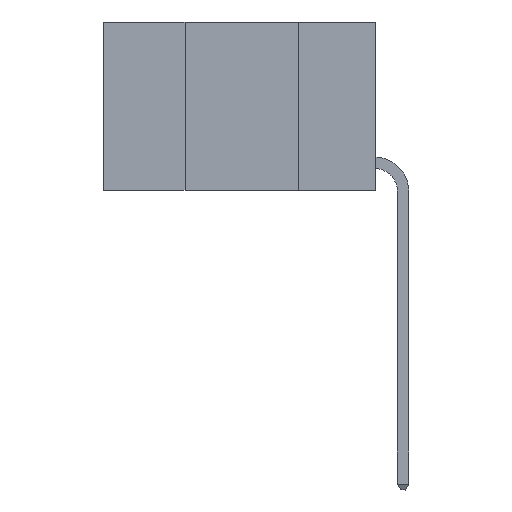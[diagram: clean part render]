
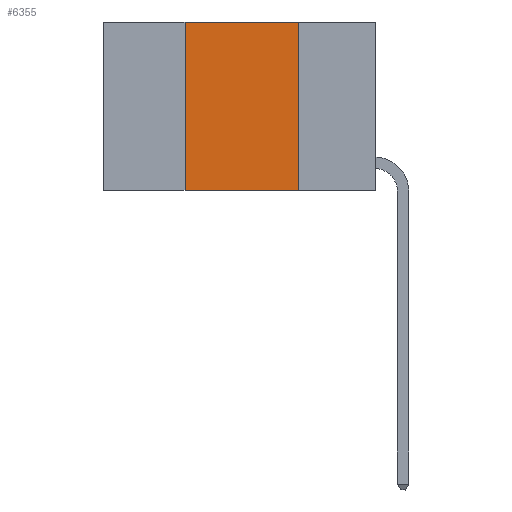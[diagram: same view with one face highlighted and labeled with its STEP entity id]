
A CAD part, left-side view. The second image highlights one B-rep face of the part: STEP entity #6355.
In plain terms, the highlighted planar face has unit normal (-1, 0, 0).
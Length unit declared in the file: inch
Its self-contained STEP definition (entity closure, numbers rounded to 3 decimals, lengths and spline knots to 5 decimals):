
#362 = CARTESIAN_POINT ( 'NONE',  ( 0., 0.17, -0.37 ) ) ;
#684 = CARTESIAN_POINT ( 'NONE',  ( 0., 0.42, 0. ) ) ;
#1182 = DIRECTION ( 'NONE',  ( 1., 0., 0. ) ) ;
#2246 = EDGE_CURVE ( 'NONE', #22431, #4894, #4044, .T. ) ;
#3090 = CARTESIAN_POINT ( 'NONE',  ( 0., 0.17, 0. ) ) ;
#3835 = CARTESIAN_POINT ( 'NONE',  ( 0., 0.42, 0. ) ) ;
#4044 = LINE ( 'NONE', #22858, #17957 ) ;
#4140 = ORIENTED_EDGE ( 'NONE', *, *, #2246, .T. ) ;
#4640 = DIRECTION ( 'NONE',  ( 0., -1., 0. ) ) ;
#4894 = VERTEX_POINT ( 'NONE', #362 ) ;
#4941 = ORIENTED_EDGE ( 'NONE', *, *, #17319, .F. ) ;
#6085 = VECTOR ( 'NONE', #14000, 39.37008 ) ;
#6278 = DIRECTION ( 'NONE',  ( 0., 0., 1. ) ) ;
#6355 = ADVANCED_FACE ( 'NONE', ( #21910 ), #10296, .F. ) ;
#6623 = CARTESIAN_POINT ( 'NONE',  ( 0., 0.6, 0. ) ) ;
#7685 = VECTOR ( 'NONE', #6278, 39.37008 ) ;
#7798 = LINE ( 'NONE', #3090, #6085 ) ;
#8648 = CARTESIAN_POINT ( 'NONE',  ( 0., 0.17, 0. ) ) ;
#8659 = ORIENTED_EDGE ( 'NONE', *, *, #19387, .F. ) ;
#8924 = CARTESIAN_POINT ( 'NONE',  ( 0., 0.42, -0.37 ) ) ;
#9266 = EDGE_LOOP ( 'NONE', ( #4941, #22936, #8659, #4140 ) ) ;
#10296 = PLANE ( 'NONE',  #17801 ) ;
#12370 = VECTOR ( 'NONE', #4640, 39.37008 ) ;
#13931 = DIRECTION ( 'NONE',  ( 0., 0., -1. ) ) ;
#14000 = DIRECTION ( 'NONE',  ( 0., 0., -1. ) ) ;
#14304 = VERTEX_POINT ( 'NONE', #8648 ) ;
#17315 = LINE ( 'NONE', #684, #7685 ) ;
#17319 = EDGE_CURVE ( 'NONE', #14304, #4894, #7798, .T. ) ;
#17801 = AXIS2_PLACEMENT_3D ( 'NONE', #6623, #1182, #13931 ) ;
#17957 = VECTOR ( 'NONE', #19335, 39.37008 ) ;
#18293 = LINE ( 'NONE', #22642, #12370 ) ;
#19335 = DIRECTION ( 'NONE',  ( 0., -1., 0. ) ) ;
#19387 = EDGE_CURVE ( 'NONE', #22431, #20487, #17315, .T. ) ;
#20487 = VERTEX_POINT ( 'NONE', #3835 ) ;
#21910 = FACE_OUTER_BOUND ( 'NONE', #9266, .T. ) ;
#21921 = EDGE_CURVE ( 'NONE', #20487, #14304, #18293, .T. ) ;
#22431 = VERTEX_POINT ( 'NONE', #8924 ) ;
#22642 = CARTESIAN_POINT ( 'NONE',  ( 0., 0.6, 0. ) ) ;
#22858 = CARTESIAN_POINT ( 'NONE',  ( 0., 0.6, -0.37 ) ) ;
#22936 = ORIENTED_EDGE ( 'NONE', *, *, #21921, .F. ) ;
